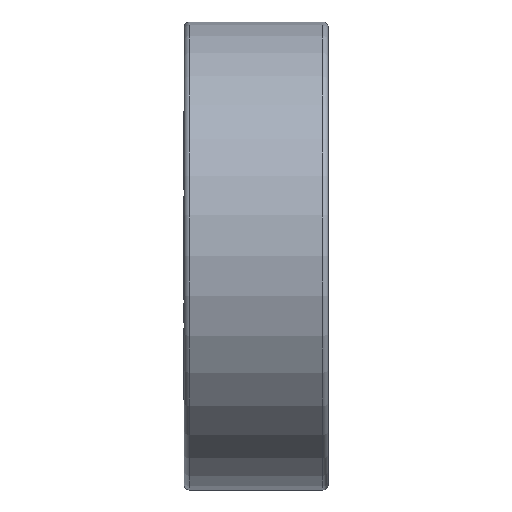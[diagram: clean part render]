
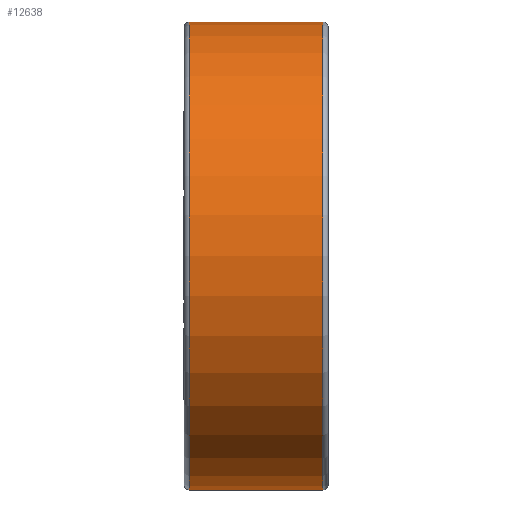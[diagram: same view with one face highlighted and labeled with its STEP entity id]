
A CAD part, top view. The second image highlights one B-rep face of the part: STEP entity #12638.
In plain terms, the highlighted cylindrical face has radius 13 mm (diameter 26 mm), a partial arc.
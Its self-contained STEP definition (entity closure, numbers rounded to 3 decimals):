
#3207=CARTESIAN_POINT('',(-3.7,0.,0.));
#3208=DIRECTION('',(1.,0.,0.));
#3209=DIRECTION('',(0.,1.,0.));
#3210=AXIS2_PLACEMENT_3D('',#3207,#3208,#3209);
#3215=CARTESIAN_POINT('',(3.7,0.,0.));
#3216=DIRECTION('',(1.,0.,0.));
#3217=DIRECTION('',(0.,1.,0.));
#3218=AXIS2_PLACEMENT_3D('',#3215,#3216,#3217);
#3231=DIRECTION('',(-1.,0.,0.));
#3232=VECTOR('',#3231,7.4);
#3233=CARTESIAN_POINT('',(3.7,-13.,0.));
#3234=LINE('',#3233,#3232);
#3246=DIRECTION('',(-1.,0.,0.));
#3247=VECTOR('',#3246,7.4);
#3248=CARTESIAN_POINT('',(3.7,13.,0.));
#3249=LINE('',#3248,#3247);
#9758=CARTESIAN_POINT('',(-3.7,13.,0.));
#9759=CARTESIAN_POINT('',(-3.7,-13.,0.));
#9760=VERTEX_POINT('',#9758);
#9761=VERTEX_POINT('',#9759);
#9762=CARTESIAN_POINT('',(3.7,13.,0.));
#9763=CARTESIAN_POINT('',(3.7,-13.,0.));
#9764=VERTEX_POINT('',#9762);
#9765=VERTEX_POINT('',#9763);
#12624=CARTESIAN_POINT('',(-4.4,0.,0.));
#12625=DIRECTION('',(1.,0.,0.));
#12626=DIRECTION('',(0.,-1.,0.));
#12627=AXIS2_PLACEMENT_3D('',#12624,#12625,#12626);
#12628=CYLINDRICAL_SURFACE('',#12627,13.);
#12629=ORIENTED_EDGE('',*,*,#12614,.F.);
#12631=ORIENTED_EDGE('',*,*,#12630,.F.);
#12633=ORIENTED_EDGE('',*,*,#12632,.T.);
#12635=ORIENTED_EDGE('',*,*,#12634,.T.);
#12636=EDGE_LOOP('',(#12629,#12631,#12633,#12635));
#12637=FACE_OUTER_BOUND('',#12636,.F.);
#3211=CIRCLE('',#3210,13.);
#3219=CIRCLE('',#3218,13.);
#12614=EDGE_CURVE('',#9760,#9761,#3211,.T.);
#12630=EDGE_CURVE('',#9764,#9760,#3249,.T.);
#12632=EDGE_CURVE('',#9764,#9765,#3219,.T.);
#12634=EDGE_CURVE('',#9765,#9761,#3234,.T.);
#12638=ADVANCED_FACE('',(#12637),#12628,.T.);
